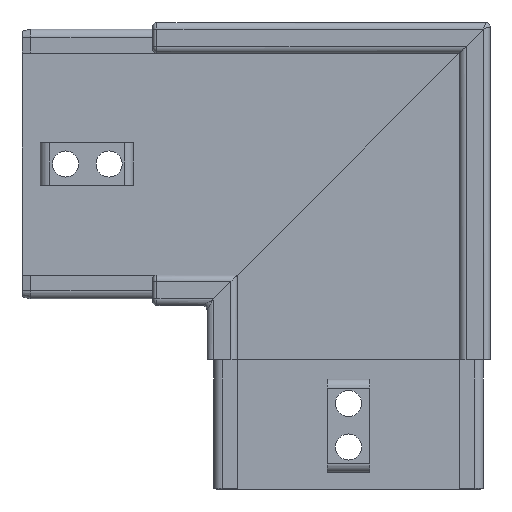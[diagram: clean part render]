
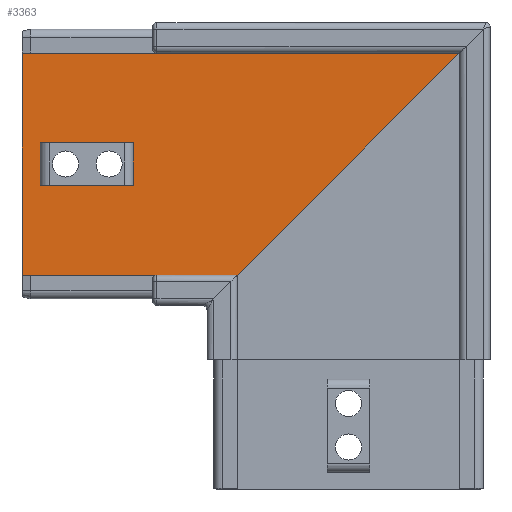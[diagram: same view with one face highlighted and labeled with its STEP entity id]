
A CAD part, front view. The second image highlights one B-rep face of the part: STEP entity #3363.
In plain terms, the highlighted planar face has unit normal (0, -1, 0).
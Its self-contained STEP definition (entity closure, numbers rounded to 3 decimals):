
#18 = LINE ( 'NONE', #2097, #3157 ) ;
#55 = VECTOR ( 'NONE', #1646, 1000. ) ;
#92 = FACE_OUTER_BOUND ( 'NONE', #2200, .T. ) ;
#111 = DIRECTION ( 'NONE',  ( 0., 0., -1. ) ) ;
#118 = VECTOR ( 'NONE', #111, 1000. ) ;
#137 = VERTEX_POINT ( 'NONE', #2008 ) ;
#172 = LINE ( 'NONE', #1126, #55 ) ;
#224 = ORIENTED_EDGE ( 'NONE', *, *, #2241, .F. ) ;
#323 = ORIENTED_EDGE ( 'NONE', *, *, #3867, .T. ) ;
#477 = EDGE_CURVE ( 'NONE', #3332, #2564, #2386, .T. ) ;
#481 = ORIENTED_EDGE ( 'NONE', *, *, #3679, .T. ) ;
#528 = ORIENTED_EDGE ( 'NONE', *, *, #1762, .F. ) ;
#556 = EDGE_CURVE ( 'NONE', #2174, #684, #2119, .T. ) ;
#559 = DIRECTION ( 'NONE',  ( 0.707, 0., 0.707 ) ) ;
#619 = AXIS2_PLACEMENT_3D ( 'NONE', #2154, #1608, #662 ) ;
#662 = DIRECTION ( 'NONE',  ( 0., 0., -1. ) ) ;
#684 = VERTEX_POINT ( 'NONE', #2744 ) ;
#704 = FACE_BOUND ( 'NONE', #1264, .T. ) ;
#806 = VECTOR ( 'NONE', #2368, 1000. ) ;
#848 = CARTESIAN_POINT ( 'NONE',  ( -25.792, 20., -4.895 ) ) ;
#1126 = CARTESIAN_POINT ( 'NONE',  ( -30., 20., 29. ) ) ;
#1164 = CARTESIAN_POINT ( 'NONE',  ( -4.455, 20., 4.895 ) ) ;
#1169 = LINE ( 'NONE', #2355, #2088 ) ;
#1264 = EDGE_LOOP ( 'NONE', ( #528, #1493, #224, #3338 ) ) ;
#1446 = CARTESIAN_POINT ( 'NONE',  ( 8., 20., -37. ) ) ;
#1493 = ORIENTED_EDGE ( 'NONE', *, *, #477, .F. ) ;
#1608 = DIRECTION ( 'NONE',  ( 0., -1., 0. ) ) ;
#1627 = CARTESIAN_POINT ( 'NONE',  ( -25.792, 20., 4.895 ) ) ;
#1646 = DIRECTION ( 'NONE',  ( 0., 0., 1. ) ) ;
#1658 = LINE ( 'NONE', #1990, #2232 ) ;
#1762 = EDGE_CURVE ( 'NONE', #2564, #2405, #1169, .T. ) ;
#1841 = PLANE ( 'NONE',  #619 ) ;
#1990 = CARTESIAN_POINT ( 'NONE',  ( 0., 20., -29. ) ) ;
#2008 = CARTESIAN_POINT ( 'NONE',  ( 16., 20., -29. ) ) ;
#2088 = VECTOR ( 'NONE', #3556, 1000. ) ;
#2097 = CARTESIAN_POINT ( 'NONE',  ( -25.792, 20., -4.895 ) ) ;
#2119 = LINE ( 'NONE', #2700, #806 ) ;
#2133 = LINE ( 'NONE', #1627, #118 ) ;
#2154 = CARTESIAN_POINT ( 'NONE',  ( 0., 20., -29. ) ) ;
#2174 = VERTEX_POINT ( 'NONE', #3178 ) ;
#2200 = EDGE_LOOP ( 'NONE', ( #323, #481, #3598, #3644 ) ) ;
#2232 = VECTOR ( 'NONE', #2516, 1000. ) ;
#2241 = EDGE_CURVE ( 'NONE', #3676, #3332, #18, .T. ) ;
#2355 = CARTESIAN_POINT ( 'NONE',  ( -25.792, 20., 4.895 ) ) ;
#2368 = DIRECTION ( 'NONE',  ( 1., 0., 0. ) ) ;
#2386 = LINE ( 'NONE', #1164, #2483 ) ;
#2405 = VERTEX_POINT ( 'NONE', #3167 ) ;
#2483 = VECTOR ( 'NONE', #3588, 1000. ) ;
#2516 = DIRECTION ( 'NONE',  ( 1., 0., 0. ) ) ;
#2550 = VECTOR ( 'NONE', #559, 1000. ) ;
#2564 = VERTEX_POINT ( 'NONE', #3065 ) ;
#2700 = CARTESIAN_POINT ( 'NONE',  ( 0., 20., 29. ) ) ;
#2744 = CARTESIAN_POINT ( 'NONE',  ( 74., 20., 29. ) ) ;
#2758 = CARTESIAN_POINT ( 'NONE',  ( -4.455, 20., -4.895 ) ) ;
#2942 = VERTEX_POINT ( 'NONE', #2996 ) ;
#2996 = CARTESIAN_POINT ( 'NONE',  ( -30., 20., -29. ) ) ;
#3044 = EDGE_CURVE ( 'NONE', #2942, #2174, #172, .T. ) ;
#3065 = CARTESIAN_POINT ( 'NONE',  ( -4.455, 20., 4.895 ) ) ;
#3157 = VECTOR ( 'NONE', #3317, 1000. ) ;
#3167 = CARTESIAN_POINT ( 'NONE',  ( -25.792, 20., 4.895 ) ) ;
#3178 = CARTESIAN_POINT ( 'NONE',  ( -30., 20., 29. ) ) ;
#3221 = LINE ( 'NONE', #1446, #2550 ) ;
#3293 = EDGE_CURVE ( 'NONE', #2405, #3676, #2133, .T. ) ;
#3317 = DIRECTION ( 'NONE',  ( 1., 0., 0. ) ) ;
#3332 = VERTEX_POINT ( 'NONE', #2758 ) ;
#3338 = ORIENTED_EDGE ( 'NONE', *, *, #3293, .F. ) ;
#3363 = ADVANCED_FACE ( 'NONE', ( #92, #704 ), #1841, .T. ) ;
#3556 = DIRECTION ( 'NONE',  ( -1., 0., 0. ) ) ;
#3588 = DIRECTION ( 'NONE',  ( 0., 0., 1. ) ) ;
#3598 = ORIENTED_EDGE ( 'NONE', *, *, #556, .F. ) ;
#3644 = ORIENTED_EDGE ( 'NONE', *, *, #3044, .F. ) ;
#3676 = VERTEX_POINT ( 'NONE', #848 ) ;
#3679 = EDGE_CURVE ( 'NONE', #137, #684, #3221, .T. ) ;
#3867 = EDGE_CURVE ( 'NONE', #2942, #137, #1658, .T. ) ;
